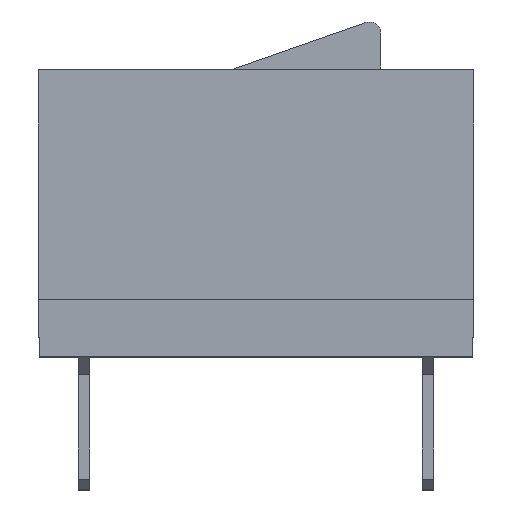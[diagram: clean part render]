
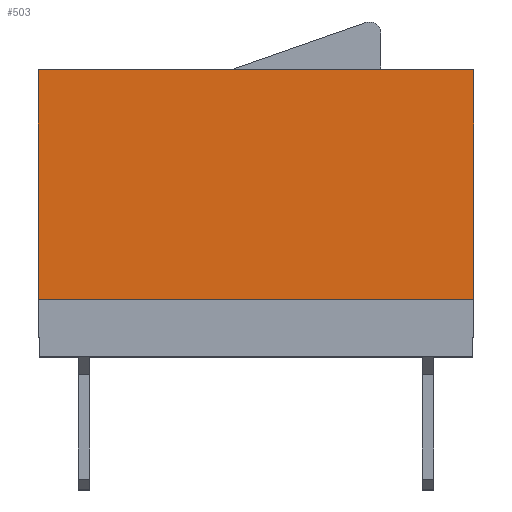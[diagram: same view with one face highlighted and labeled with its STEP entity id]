
A CAD part, top view. The second image highlights one B-rep face of the part: STEP entity #503.
In plain terms, the highlighted planar face has unit normal (0, 0, 1).
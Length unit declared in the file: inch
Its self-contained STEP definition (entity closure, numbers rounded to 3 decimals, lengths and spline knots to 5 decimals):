
#61 = CARTESIAN_POINT ( 'NONE',  ( -0.04, 0.265, 0.375 ) ) ;
#191 = AXIS2_PLACEMENT_3D ( 'NONE', #4572, #342, #1048 ) ;
#269 = EDGE_CURVE ( 'NONE', #3886, #4424, #2692, .T. ) ;
#342 = DIRECTION ( 'NONE',  ( 0., 0., -1. ) ) ;
#358 = EDGE_CURVE ( 'NONE', #4424, #4156, #3320, .T. ) ;
#493 = CARTESIAN_POINT ( 'NONE',  ( -0.04, 0.265, 0.375 ) ) ;
#503 = ADVANCED_FACE ( 'NONE', ( #2808 ), #2180, .F. ) ;
#661 = EDGE_CURVE ( 'NONE', #3710, #4156, #3694, .T. ) ;
#890 = LINE ( 'NONE', #61, #1751 ) ;
#891 = ORIENTED_EDGE ( 'NONE', *, *, #269, .F. ) ;
#998 = CARTESIAN_POINT ( 'NONE',  ( 0.34, 0.065, 0.375 ) ) ;
#1048 = DIRECTION ( 'NONE',  ( -1., 0., 0. ) ) ;
#1185 = DIRECTION ( 'NONE',  ( 0., -1., 0. ) ) ;
#1237 = VECTOR ( 'NONE', #1185, 39.37008 ) ;
#1392 = CARTESIAN_POINT ( 'NONE',  ( 0.34, 0.265, 0.375 ) ) ;
#1751 = VECTOR ( 'NONE', #3008, 39.37008 ) ;
#1977 = ORIENTED_EDGE ( 'NONE', *, *, #661, .T. ) ;
#2180 = PLANE ( 'NONE',  #191 ) ;
#2287 = CARTESIAN_POINT ( 'NONE',  ( 0.34, 0.265, 0.375 ) ) ;
#2322 = EDGE_CURVE ( 'NONE', #3886, #3710, #890, .T. ) ;
#2352 = DIRECTION ( 'NONE',  ( 1., 0., 0. ) ) ;
#2692 = LINE ( 'NONE', #2287, #4500 ) ;
#2744 = VECTOR ( 'NONE', #3938, 39.37008 ) ;
#2808 = FACE_OUTER_BOUND ( 'NONE', #2857, .T. ) ;
#2857 = EDGE_LOOP ( 'NONE', ( #3905, #1977, #3795, #891 ) ) ;
#3008 = DIRECTION ( 'NONE',  ( 0., -1., 0. ) ) ;
#3245 = CARTESIAN_POINT ( 'NONE',  ( 0.34, 0.065, 0.375 ) ) ;
#3320 = LINE ( 'NONE', #1392, #1237 ) ;
#3563 = CARTESIAN_POINT ( 'NONE',  ( -0.04, 0.065, 0.375 ) ) ;
#3694 = LINE ( 'NONE', #3245, #2744 ) ;
#3710 = VERTEX_POINT ( 'NONE', #3563 ) ;
#3795 = ORIENTED_EDGE ( 'NONE', *, *, #358, .F. ) ;
#3886 = VERTEX_POINT ( 'NONE', #493 ) ;
#3905 = ORIENTED_EDGE ( 'NONE', *, *, #2322, .T. ) ;
#3938 = DIRECTION ( 'NONE',  ( 1., 0., 0. ) ) ;
#4156 = VERTEX_POINT ( 'NONE', #998 ) ;
#4413 = CARTESIAN_POINT ( 'NONE',  ( 0.34, 0.265, 0.375 ) ) ;
#4424 = VERTEX_POINT ( 'NONE', #4413 ) ;
#4500 = VECTOR ( 'NONE', #2352, 39.37008 ) ;
#4572 = CARTESIAN_POINT ( 'NONE',  ( 0.34, 0.265, 0.375 ) ) ;
